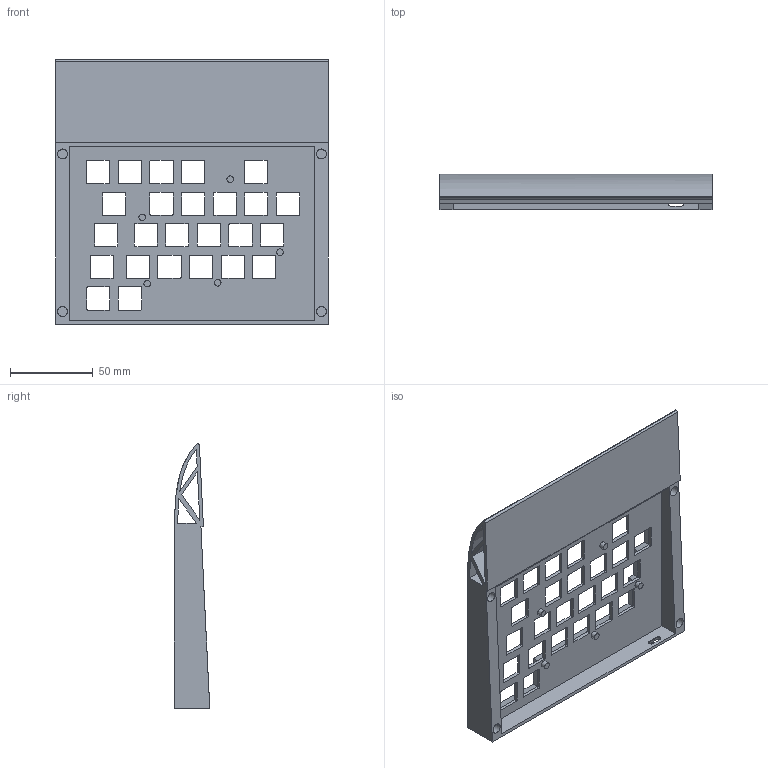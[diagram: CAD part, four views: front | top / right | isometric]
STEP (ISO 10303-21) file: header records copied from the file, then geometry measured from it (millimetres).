
FILE_DESCRIPTION(/* description */ (''),/* implementation_level */ '2;1');
FILE_NAME(/* name */ 'Main Body Left.step',/* time_stamp */ '2026-01-26T08:43:36Z',/* author */ (''),/* organization */ (''),/* preprocessor_version */ 'ST-DEVELOPER v20.1',/* originating_system */ 'Autodesk Translation Framework v14.21.0.0',/* authorisation */ '');
FILE_SCHEMA (('AUTOMOTIVE_DESIGN { 1 0 10303 214 3 1 1 }'));
Length unit declared in the file: millimetre
Products named in the file (1): Main Body Left
Bounding box: 164 x 21.4 x 159.38 mm (x, y, z)
Volume: 154986.6 mm3; surface area: 89516 mm2
Topology: 1 solids, 1 shells, 270 faces, 763 edges, 506 vertices
Faces by surface type: plane 148, cylinder 115, cone 4, bspline 3
Full cylindrical faces by diameter (mm): 4 x5, 6 x4
Entity records: 9053 total; most frequent: CARTESIAN_POINT 1690, DIRECTION 1527, ORIENTED_EDGE 1526, EDGE_CURVE 763, LINE 523, VECTOR 523, VERTEX_POINT 506, AXIS2_PLACEMENT_3D 502
